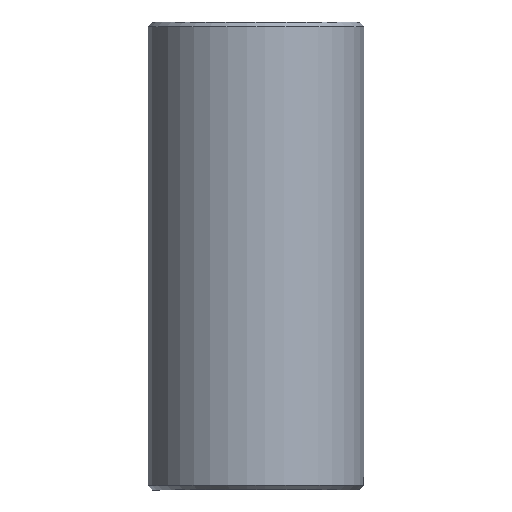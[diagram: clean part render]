
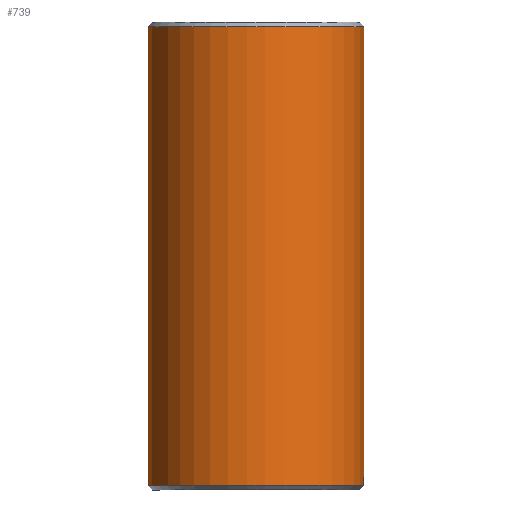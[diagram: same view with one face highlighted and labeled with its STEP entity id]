
A CAD part, front view. The second image highlights one B-rep face of the part: STEP entity #739.
In plain terms, the highlighted cylindrical face has radius 2.4 mm (diameter 4.8 mm), a full revolution.
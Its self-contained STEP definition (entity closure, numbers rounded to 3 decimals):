
#67=FACE_OUTER_BOUND('',#112,.T.);
#112=EDGE_LOOP('',(#652,#653,#654,#655));
#128=CIRCLE('',#802,2.4);
#130=CIRCLE('',#805,2.4);
#227=LINE('',#3333,#257);
#257=VECTOR('',#937,2.4);
#330=VERTEX_POINT('',#3325);
#332=VERTEX_POINT('',#3331);
#439=EDGE_CURVE('',#330,#330,#128,.T.);
#442=EDGE_CURVE('',#332,#332,#130,.T.);
#443=EDGE_CURVE('',#332,#330,#227,.T.);
#652=ORIENTED_EDGE('',*,*,#442,.F.);
#653=ORIENTED_EDGE('',*,*,#443,.T.);
#654=ORIENTED_EDGE('',*,*,#439,.F.);
#655=ORIENTED_EDGE('',*,*,#443,.F.);
#699=CYLINDRICAL_SURFACE('',#804,2.4);
#739=ADVANCED_FACE('',(#67),#699,.T.);
#802=AXIS2_PLACEMENT_3D('',#3326,#928,#929);
#804=AXIS2_PLACEMENT_3D('',#3330,#933,#934);
#805=AXIS2_PLACEMENT_3D('',#3332,#935,#936);
#928=DIRECTION('center_axis',(0.,0.,
-1.));
#929=DIRECTION('ref_axis',(0.819,0.574,0.));
#933=DIRECTION('center_axis',(0.,0.,
1.));
#934=DIRECTION('ref_axis',(0.819,0.574,0.));
#935=DIRECTION('center_axis',(0.,0.,
1.));
#936=DIRECTION('ref_axis',(0.819,0.574,0.));
#937=DIRECTION('',(0.,0.,-1.));
#3325=CARTESIAN_POINT('',(17.331,-7.634,44.65));
#3326=CARTESIAN_POINT('Origin',(19.297,-6.257,44.65));
#3330=CARTESIAN_POINT('Origin',(19.297,-6.257,44.55));
#3331=CARTESIAN_POINT('',(17.331,-7.634,54.85));
#3332=CARTESIAN_POINT('Origin',(19.297,-6.257,54.85));
#3333=CARTESIAN_POINT('',(17.331,-7.634,44.55));
